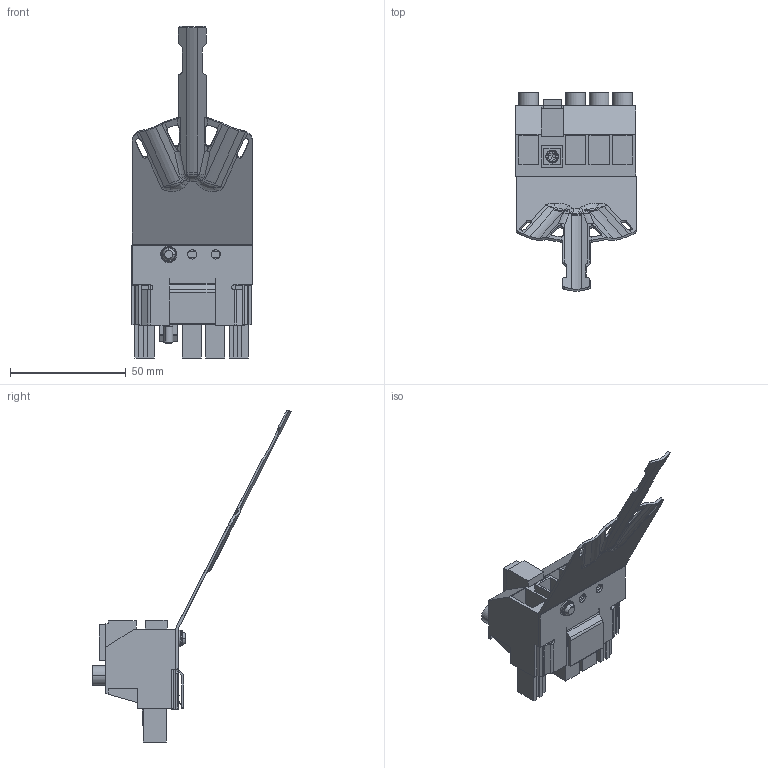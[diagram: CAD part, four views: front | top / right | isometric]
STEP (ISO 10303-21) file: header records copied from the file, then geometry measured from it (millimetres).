
FILE_DESCRIPTION(('CATIA V5 STEP Exchange','CAx-IF Rec.Pracs.--- Model Styling and Organization---1.4--- 2014-01-23'),'2;1');
FILE_NAME ('D1547905_0_2627540000_2627540000.stp','2021-06-14T06:15:17+00:00',('none'),('Weidmueller'),'CATIA Version 5-6 Release 2016 SP3 HF44','CATIA V5 STEP AP214','none');
FILE_SCHEMA(('AUTOMOTIVE_DESIGN { 1 0 10303 214 1 1 1 1 }'));
Length unit declared in the file: millimetre
Products named in the file (1): 2627540000
Bounding box: 52.21 x 85.93 x 143.42 mm (x, y, z)
Volume: 51298.9 mm3; surface area: 32447.4 mm2
Topology: 9 solids, 9 shells, 736 faces, 1996 edges, 1302 vertices
Faces by surface type: plane 534, cylinder 110, bspline 26, revolution 18, torus 17, sphere 16, cone 9, extrusion 6
Entity records: 24818 total; most frequent: CARTESIAN_POINT 7073, ORIENTED_EDGE 3976, DIRECTION 2830, EDGE_CURVE 1988, VECTOR 1528, LINE 1522, VERTEX_POINT 1302, EDGE_LOOP 784
